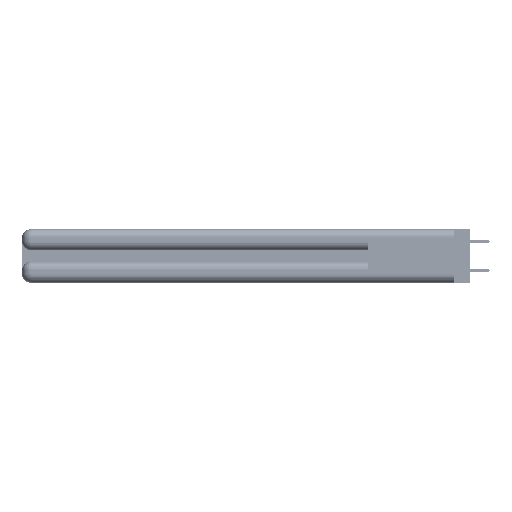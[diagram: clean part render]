
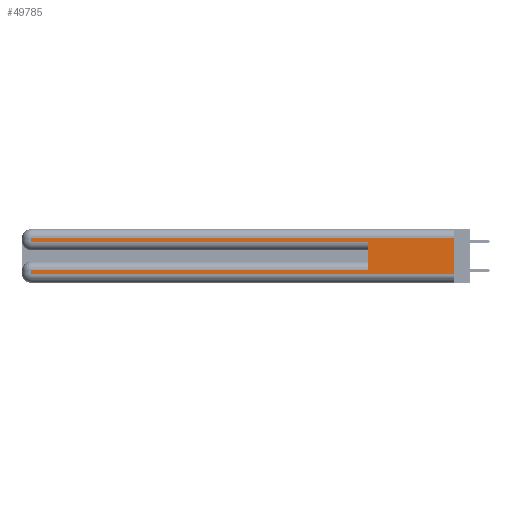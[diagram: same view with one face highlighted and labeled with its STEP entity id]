
A CAD part, left-side view. The second image highlights one B-rep face of the part: STEP entity #49785.
In plain terms, the highlighted planar face has unit normal (-1, 0, 0).
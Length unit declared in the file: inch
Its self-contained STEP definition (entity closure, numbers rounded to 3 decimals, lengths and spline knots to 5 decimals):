
#105 = EDGE_CURVE ( 'NONE', #6973, #30582, #18090, .T. ) ;
#1748 = EDGE_CURVE ( 'NONE', #22081, #53320, #17488, .T. ) ;
#2792 = CARTESIAN_POINT ( 'NONE',  ( 0., 0., 0.31 ) ) ;
#3903 = VECTOR ( 'NONE', #6833, 39.37008 ) ;
#5934 = VECTOR ( 'NONE', #16380, 39.37008 ) ;
#6833 = DIRECTION ( 'NONE',  ( 0., -1., 0. ) ) ;
#6973 = VERTEX_POINT ( 'NONE', #24698 ) ;
#10243 = LINE ( 'NONE', #44791, #18087 ) ;
#10307 = FACE_OUTER_BOUND ( 'NONE', #46440, .T. ) ;
#11649 = LINE ( 'NONE', #46492, #53663 ) ;
#11910 = LINE ( 'NONE', #20120, #3903 ) ;
#13240 = CARTESIAN_POINT ( 'NONE',  ( 0., 0., 0.31 ) ) ;
#15684 = ORIENTED_EDGE ( 'NONE', *, *, #25058, .T. ) ;
#16380 = DIRECTION ( 'NONE',  ( 0., 1., 0. ) ) ;
#16924 = ORIENTED_EDGE ( 'NONE', *, *, #28613, .T. ) ;
#17387 = ORIENTED_EDGE ( 'NONE', *, *, #1748, .F. ) ;
#17488 = LINE ( 'NONE', #22288, #45400 ) ;
#18087 = VECTOR ( 'NONE', #40551, 39.37008 ) ;
#18090 = LINE ( 'NONE', #18372, #51657 ) ;
#18372 = CARTESIAN_POINT ( 'NONE',  ( 0., 2.94, 0.37 ) ) ;
#18440 = ORIENTED_EDGE ( 'NONE', *, *, #33839, .T. ) ;
#19072 = CARTESIAN_POINT ( 'NONE',  ( 0., 2.94, 0.085 ) ) ;
#19760 = DIRECTION ( 'NONE',  ( 0., -1., 0. ) ) ;
#20120 = CARTESIAN_POINT ( 'NONE',  ( 0., 0., 0.06 ) ) ;
#21485 = EDGE_CURVE ( 'NONE', #35135, #55697, #10243, .T. ) ;
#21666 = ORIENTED_EDGE ( 'NONE', *, *, #49211, .T. ) ;
#22081 = VERTEX_POINT ( 'NONE', #2792 ) ;
#22288 = CARTESIAN_POINT ( 'NONE',  ( 0., 0., 0.37 ) ) ;
#23272 = ORIENTED_EDGE ( 'NONE', *, *, #21485, .T. ) ;
#24036 = CARTESIAN_POINT ( 'NONE',  ( 0., 0., 0.285 ) ) ;
#24698 = CARTESIAN_POINT ( 'NONE',  ( 0., 2.94, 0.31 ) ) ;
#24844 = AXIS2_PLACEMENT_3D ( 'NONE', #27583, #28137, #36084 ) ;
#25058 = EDGE_CURVE ( 'NONE', #25296, #35135, #35692, .T. ) ;
#25296 = VERTEX_POINT ( 'NONE', #47738 ) ;
#25600 = VECTOR ( 'NONE', #42949, 39.37008 ) ;
#27465 = CARTESIAN_POINT ( 'NONE',  ( 0., 0.6, 0.285 ) ) ;
#27583 = CARTESIAN_POINT ( 'NONE',  ( 0., 0., 0.37 ) ) ;
#28137 = DIRECTION ( 'NONE',  ( 1., 0., 0. ) ) ;
#28613 = EDGE_CURVE ( 'NONE', #30582, #52643, #54291, .T. ) ;
#30582 = VERTEX_POINT ( 'NONE', #52498 ) ;
#33839 = EDGE_CURVE ( 'NONE', #55697, #53320, #11910, .T. ) ;
#35135 = VERTEX_POINT ( 'NONE', #19072 ) ;
#35692 = LINE ( 'NONE', #52940, #25600 ) ;
#36084 = DIRECTION ( 'NONE',  ( 0., 0., -1. ) ) ;
#36197 = ORIENTED_EDGE ( 'NONE', *, *, #36364, .F. ) ;
#36364 = EDGE_CURVE ( 'NONE', #25296, #52643, #11649, .T. ) ;
#37445 = DIRECTION ( 'NONE',  ( 0., 0., 1. ) ) ;
#40551 = DIRECTION ( 'NONE',  ( 0., 0., -1. ) ) ;
#42949 = DIRECTION ( 'NONE',  ( 0., 1., 0. ) ) ;
#44791 = CARTESIAN_POINT ( 'NONE',  ( 0., 2.94, 0.37 ) ) ;
#45400 = VECTOR ( 'NONE', #52853, 39.37008 ) ;
#45514 = CARTESIAN_POINT ( 'NONE',  ( 0., 2.94, 0.06 ) ) ;
#46440 = EDGE_LOOP ( 'NONE', ( #17387, #21666, #47621, #16924, #36197, #15684, #23272, #18440 ) ) ;
#46492 = CARTESIAN_POINT ( 'NONE',  ( 0., 0.6, 0.145 ) ) ;
#47621 = ORIENTED_EDGE ( 'NONE', *, *, #105, .T. ) ;
#47738 = CARTESIAN_POINT ( 'NONE',  ( 0., 0.6, 0.085 ) ) ;
#49211 = EDGE_CURVE ( 'NONE', #22081, #6973, #55166, .T. ) ;
#49785 = ADVANCED_FACE ( 'NONE', ( #10307 ), #53891, .F. ) ;
#51657 = VECTOR ( 'NONE', #52623, 39.37008 ) ;
#52453 = CARTESIAN_POINT ( 'NONE',  ( 0., 0., 0.06 ) ) ;
#52498 = CARTESIAN_POINT ( 'NONE',  ( 0., 2.94, 0.285 ) ) ;
#52623 = DIRECTION ( 'NONE',  ( 0., 0., -1. ) ) ;
#52643 = VERTEX_POINT ( 'NONE', #27465 ) ;
#52853 = DIRECTION ( 'NONE',  ( 0., 0., -1. ) ) ;
#52940 = CARTESIAN_POINT ( 'NONE',  ( 0., 0., 0.085 ) ) ;
#53320 = VERTEX_POINT ( 'NONE', #52453 ) ;
#53663 = VECTOR ( 'NONE', #37445, 39.37008 ) ;
#53683 = VECTOR ( 'NONE', #19760, 39.37008 ) ;
#53891 = PLANE ( 'NONE',  #24844 ) ;
#54291 = LINE ( 'NONE', #24036, #53683 ) ;
#55166 = LINE ( 'NONE', #13240, #5934 ) ;
#55697 = VERTEX_POINT ( 'NONE', #45514 ) ;
